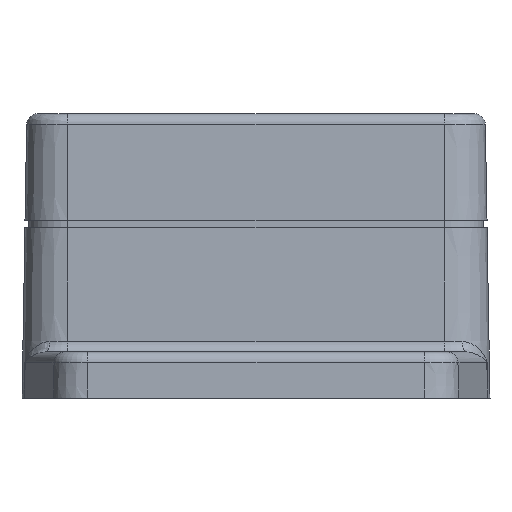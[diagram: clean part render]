
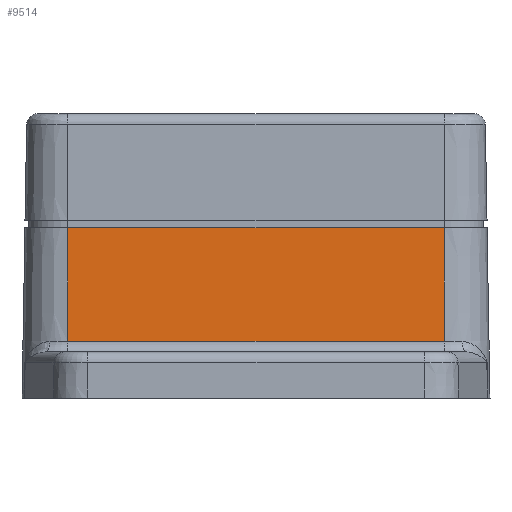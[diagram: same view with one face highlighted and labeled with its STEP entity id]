
A CAD part, front view. The second image highlights one B-rep face of the part: STEP entity #9514.
In plain terms, the highlighted planar face has unit normal (0, -1, 0.018).
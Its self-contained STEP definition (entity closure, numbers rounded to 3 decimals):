
#492 = LINE ( 'NONE', #18064, #19860 ) ;
#531 = EDGE_CURVE ( 'NONE', #10681, #11637, #15445, .T. ) ;
#1268 = LINE ( 'NONE', #15538, #5449 ) ;
#1317 = VERTEX_POINT ( 'NONE', #17181 ) ;
#1384 = FACE_OUTER_BOUND ( 'NONE', #7404, .T. ) ;
#1541 = VERTEX_POINT ( 'NONE', #16571 ) ;
#2786 = ORIENTED_EDGE ( 'NONE', *, *, #14025, .F. ) ;
#3070 = DIRECTION ( 'NONE',  ( 1., 0., 0. ) ) ;
#4417 = DIRECTION ( 'NONE',  ( 0., -0.017, -1. ) ) ;
#5449 = VECTOR ( 'NONE', #3070, 1000. ) ;
#6012 = VECTOR ( 'NONE', #13403, 1000. ) ;
#6074 = ORIENTED_EDGE ( 'NONE', *, *, #10981, .F. ) ;
#6275 = EDGE_CURVE ( 'NONE', #1317, #11637, #492, .T. ) ;
#7404 = EDGE_LOOP ( 'NONE', ( #6074, #19824, #8001, #2786 ) ) ;
#8001 = ORIENTED_EDGE ( 'NONE', *, *, #531, .F. ) ;
#8865 = DIRECTION ( 'NONE',  ( 0., -0.017, -1. ) ) ;
#9514 = ADVANCED_FACE ( 'NONE', ( #1384 ), #12181, .T. ) ;
#10681 = VERTEX_POINT ( 'NONE', #11087 ) ;
#10767 = VECTOR ( 'NONE', #8865, 1000. ) ;
#10981 = EDGE_CURVE ( 'NONE', #1317, #1541, #14316, .T. ) ;
#11032 = CARTESIAN_POINT ( 'NONE',  ( -70319.507, -27946.974, -1206.272 ) ) ;
#11087 = CARTESIAN_POINT ( 'NONE',  ( -70319.507, -27946.695, -1190.246 ) ) ;
#11637 = VERTEX_POINT ( 'NONE', #11032 ) ;
#11999 = CARTESIAN_POINT ( 'NONE',  ( -70319.507, -27946.904, -1202.246 ) ) ;
#12181 = PLANE ( 'NONE',  #20164 ) ;
#13403 = DIRECTION ( 'NONE',  ( 0., 0.017, 1. ) ) ;
#13753 = DIRECTION ( 'NONE',  ( 0., -1., 0.017 ) ) ;
#14025 = EDGE_CURVE ( 'NONE', #1541, #10681, #1268, .T. ) ;
#14316 = LINE ( 'NONE', #14991, #6012 ) ;
#14822 = DIRECTION ( 'NONE',  ( 1., 0., 0. ) ) ;
#14991 = CARTESIAN_POINT ( 'NONE',  ( -70372.507, -36635.996, -499000. ) ) ;
#15445 = LINE ( 'NONE', #11999, #10767 ) ;
#15538 = CARTESIAN_POINT ( 'NONE',  ( -70346.007, -27946.695, -1190.246 ) ) ;
#16571 = CARTESIAN_POINT ( 'NONE',  ( -70372.507, -27946.695, -1190.246 ) ) ;
#17181 = CARTESIAN_POINT ( 'NONE',  ( -70372.507, -27946.974, -1206.272 ) ) ;
#18064 = CARTESIAN_POINT ( 'NONE',  ( -70319.507, -27946.974, -1206.272 ) ) ;
#19824 = ORIENTED_EDGE ( 'NONE', *, *, #6275, .T. ) ;
#19860 = VECTOR ( 'NONE', #14822, 1000. ) ;
#20028 = CARTESIAN_POINT ( 'NONE',  ( -70372.507, -27946.695, -1190.246 ) ) ;
#20164 = AXIS2_PLACEMENT_3D ( 'NONE', #20028, #13753, #4417 ) ;
